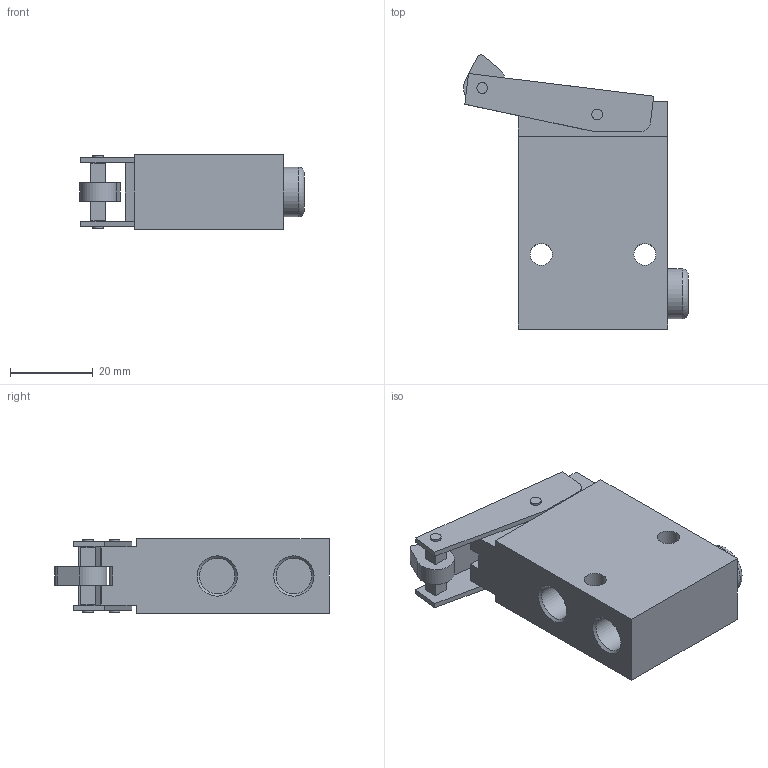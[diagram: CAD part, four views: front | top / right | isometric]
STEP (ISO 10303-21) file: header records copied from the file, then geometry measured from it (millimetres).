
FILE_DESCRIPTION(/* description */ ('STEP AP214'),/* implementation_level */ '2;1');
FILE_NAME(/* name */ '2950_LOS-3-1_8',/* time_stamp */ '2024-09-04T19:23:11+02:00',/* author */ ('License CC BY-ND 4.0'),/* organization */ ('CADENAS'),/* preprocessor_version */ 'ST-DEVELOPER v19.3',/* originating_system */ 'PARTsolutions',/* authorisation */ ' ');
FILE_SCHEMA (('AUTOMOTIVE_DESIGN {1 0 10303 214 3 1 1}'));
Length unit declared in the file: millimetre
Products named in the file (1): 2950 LOS-3-1/8---(0_0)
Bounding box: 54.23 x 66.16 x 18 mm (x, y, z)
Volume: 33810.4 mm3; surface area: 11515.3 mm2
Topology: 1 solids, 2 shells, 89 faces, 208 edges, 136 vertices
Faces by surface type: plane 65, cylinder 19, cone 4, torus 1
Full cylindrical faces by diameter (mm): 2.6 x6, 5.3 x2, 8.566 x4, 12 x1
Entity records: 2466 total; most frequent: CARTESIAN_POINT 414, DIRECTION 412, ORIENTED_EDGE 378, EDGE_CURVE 189, LINE 146, VECTOR 146, VERTEX_POINT 135, AXIS2_PLACEMENT_3D 133
